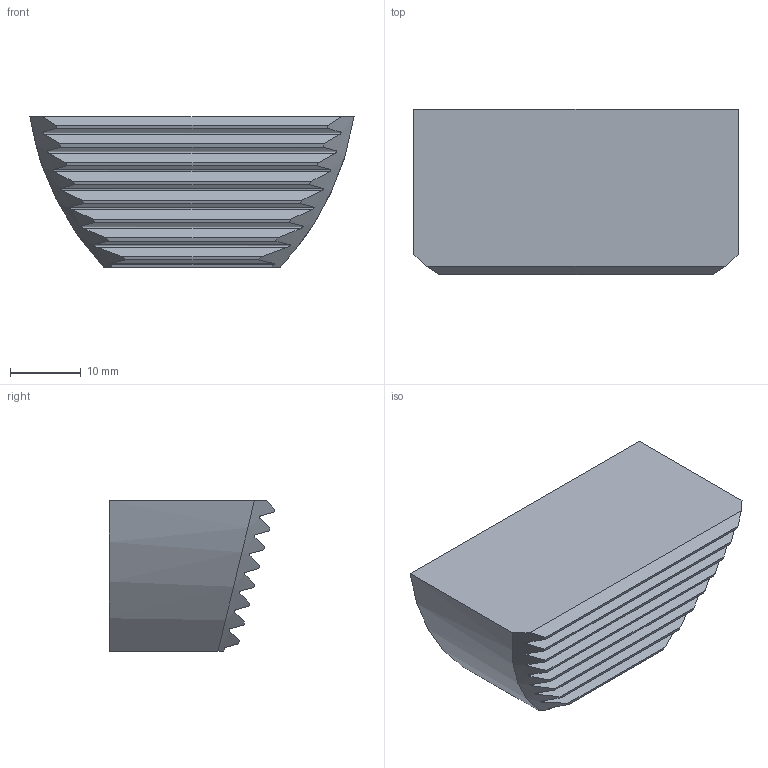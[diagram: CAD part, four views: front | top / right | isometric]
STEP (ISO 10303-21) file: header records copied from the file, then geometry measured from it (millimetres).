
FILE_DESCRIPTION (( 'STEP AP203' ), '1' );
FILE_NAME ('F00-WCB.086.003.STEP', '2017-11-20T09:55:18', ( 'SWIAdmin' ), ( 'Hewlett-Packard Company' ), 'SwSTEP 2.0', 'SolidWorks 2017', '' );
FILE_SCHEMA (( 'CONFIG_CONTROL_DESIGN' ));
Length unit declared in the file: millimetre
Products named in the file (1): F00-WCB.086.003
Bounding box: 45.83 x 23.4 x 21.3 mm (x, y, z)
Volume: 16313.4 mm3; surface area: 4496.6 mm2
Topology: 1 solids, 1 shells, 44 faces, 126 edges, 84 vertices
Faces by surface type: plane 32, cylinder 10, bspline 2
Entity records: 1807 total; most frequent: CARTESIAN_POINT 723, ORIENTED_EDGE 252, DIRECTION 142, EDGE_CURVE 126, VERTEX_POINT 84, B_SPLINE_CURVE_WITH_KNOTS 72, VECTOR 52, LINE 52
